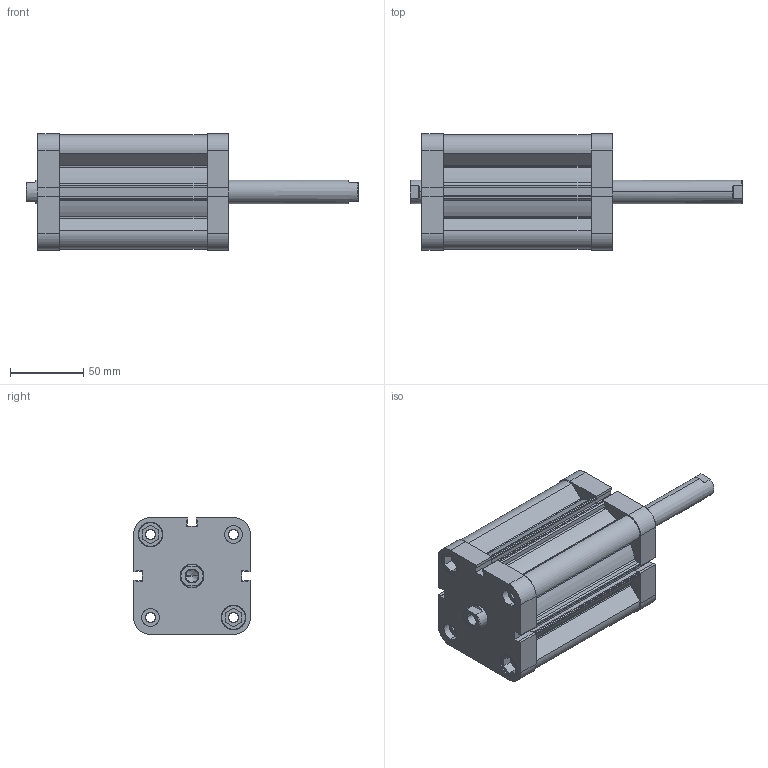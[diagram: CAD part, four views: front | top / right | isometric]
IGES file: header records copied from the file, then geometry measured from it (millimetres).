
Start section: SolidWorks IGES file using analytic representation for surfaces
Global section: file name: KCD-63-80-CYLINDER.IGS; native system: SolidWorks 2010; preprocessor: SolidWorks 2010; author: Yeni; date: 130724.152031; units: millimetre
Bounding box: 226 x 79.5 x 79.5 mm (x, y, z)
Surface area: 139931.3 mm2 (no closed solid volume)
Topology: 0 solids, 0 shells, 316 faces, 4596 edges, 4592 vertices
Faces by surface type: bspline 170, revolution 146
